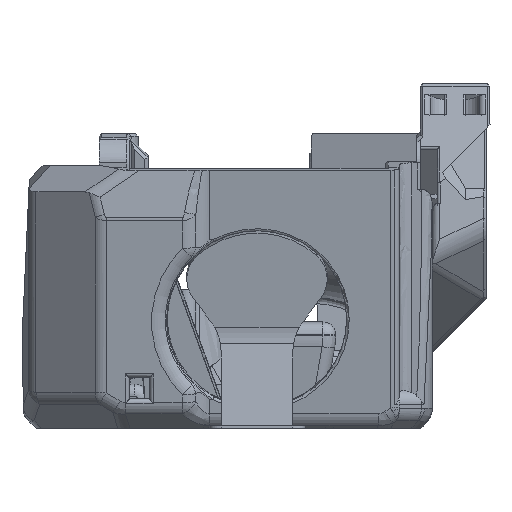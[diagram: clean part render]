
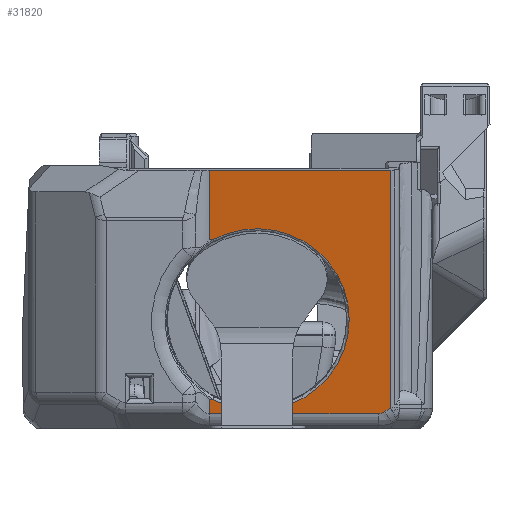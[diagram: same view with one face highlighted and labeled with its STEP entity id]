
A CAD part, left-side view. The second image highlights one B-rep face of the part: STEP entity #31820.
In plain terms, the highlighted planar face has unit normal (-0.985, 0, -0.174).
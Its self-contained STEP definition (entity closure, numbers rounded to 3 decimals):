
#701=B_SPLINE_CURVE_WITH_KNOTS('',3,(#49641,#49642,#49643,#49644),
 .UNSPECIFIED.,.F.,.F.,(4,4),(0.,0.382),.UNSPECIFIED.);
#710=B_SPLINE_CURVE_WITH_KNOTS('',3,(#49904,#49905,#49906,#49907),
 .UNSPECIFIED.,.F.,.F.,(4,4),(0.618,1.),.UNSPECIFIED.);
#1384=CIRCLE('',#33794,14.4);
#2578=ELLIPSE('',#34260,3.203,2.);
#5561=ORIENTED_EDGE('',*,*,#14186,.F.);
#5562=ORIENTED_EDGE('',*,*,#13429,.T.);
#5563=ORIENTED_EDGE('',*,*,#14303,.T.);
#5564=ORIENTED_EDGE('',*,*,#14304,.F.);
#5565=ORIENTED_EDGE('',*,*,#14305,.T.);
#5566=ORIENTED_EDGE('',*,*,#14306,.T.);
#5567=ORIENTED_EDGE('',*,*,#14307,.F.);
#5568=ORIENTED_EDGE('',*,*,#14308,.T.);
#5569=ORIENTED_EDGE('',*,*,#13991,.F.);
#5570=ORIENTED_EDGE('',*,*,#14001,.F.);
#13429=EDGE_CURVE('',#18121,#18120,#1384,.T.);
#13991=EDGE_CURVE('',#18492,#18493,#21415,.T.);
#14001=EDGE_CURVE('',#18499,#18492,#21419,.T.);
#14186=EDGE_CURVE('',#18121,#18499,#701,.F.);
#14303=EDGE_CURVE('',#18120,#18733,#710,.T.);
#14304=EDGE_CURVE('',#18734,#18733,#21612,.T.);
#14305=EDGE_CURVE('',#18734,#18735,#21613,.T.);
#14306=EDGE_CURVE('',#18735,#18736,#2578,.T.);
#14307=EDGE_CURVE('',#18737,#18736,#21614,.T.);
#14308=EDGE_CURVE('',#18737,#18493,#21615,.T.);
#18120=VERTEX_POINT('',#46723);
#18121=VERTEX_POINT('',#46725);
#18492=VERTEX_POINT('',#49133);
#18493=VERTEX_POINT('',#49135);
#18499=VERTEX_POINT('',#49165);
#18733=VERTEX_POINT('',#49908);
#18734=VERTEX_POINT('',#49910);
#18735=VERTEX_POINT('',#49912);
#18736=VERTEX_POINT('',#49914);
#18737=VERTEX_POINT('',#49916);
#21415=LINE('',#49134,#24282);
#21419=LINE('',#49166,#24286);
#21612=LINE('',#49909,#24479);
#21613=LINE('',#49911,#24480);
#21614=LINE('',#49915,#24481);
#21615=LINE('',#49917,#24482);
#24282=VECTOR('',#38474,1000.);
#24286=VECTOR('',#38490,1000.);
#24479=VECTOR('',#38955,1000.);
#24480=VECTOR('',#38956,1000.);
#24481=VECTOR('',#38959,1000.);
#24482=VECTOR('',#38960,1000.);
#26865=EDGE_LOOP('',(#5561,#5562,#5563,#5564,#5565,#5566,#5567,#5568,#5569,
#5570));
#28853=FACE_BOUND('',#26865,.T.);
#30596=PLANE('',#34259);
#31820=ADVANCED_FACE('',(#28853),#30596,.F.);
#33794=AXIS2_PLACEMENT_3D('',#46724,#37584,#37585);
#34259=AXIS2_PLACEMENT_3D('',#49903,#38953,#38954);
#34260=AXIS2_PLACEMENT_3D('',#49913,#38957,#38958);
#37584=DIRECTION('',(0.985,0.,0.174));
#37585=DIRECTION('',(0.174,0.,-0.985));
#38474=DIRECTION('',(0.,-1.,0.));
#38490=DIRECTION('',(-0.174,0.,0.985));
#38953=DIRECTION('',(0.985,0.,0.174));
#38954=DIRECTION('',(-0.174,0.,0.985));
#38955=DIRECTION('',(-0.174,0.,0.985));
#38956=DIRECTION('',(0.,-1.,0.));
#38957=DIRECTION('',(-0.985,0.,-0.174));
#38958=DIRECTION('',(-0.165,-0.304,0.938));
#38959=DIRECTION('',(0.097,0.829,-0.551));
#38960=DIRECTION('',(-0.174,0.,0.985));
#46723=CARTESIAN_POINT('',(-28.264,11.767,4.533));
#46724=CARTESIAN_POINT('',(-30.458,4.853,16.973));
#46725=CARTESIAN_POINT('',(-32.651,11.767,29.413));
#49133=CARTESIAN_POINT('',(-34.572,12.27,40.304));
#49134=CARTESIAN_POINT('',(-34.572,24.853,40.304));
#49135=CARTESIAN_POINT('',(-34.572,-16.002,40.304));
#49165=CARTESIAN_POINT('',(-32.66,12.27,29.463));
#49166=CARTESIAN_POINT('',(-31.185,12.27,21.099));
#49641=CARTESIAN_POINT('',(-32.66,12.27,29.463));
#49642=CARTESIAN_POINT('',(-32.657,12.102,29.442));
#49643=CARTESIAN_POINT('',(-32.654,11.935,29.425));
#49644=CARTESIAN_POINT('',(-32.651,11.767,29.413));
#49903=CARTESIAN_POINT('',(-31.185,24.853,21.099));
#49904=CARTESIAN_POINT('',(-28.264,11.767,4.533));
#49905=CARTESIAN_POINT('',(-28.262,11.935,4.52));
#49906=CARTESIAN_POINT('',(-28.259,12.102,4.503));
#49907=CARTESIAN_POINT('',(-28.255,12.27,4.482));
#49908=CARTESIAN_POINT('',(-28.255,12.27,4.482));
#49909=CARTESIAN_POINT('',(-31.185,12.27,21.099));
#49910=CARTESIAN_POINT('',(-27.864,12.27,2.262));
#49911=CARTESIAN_POINT('',(-27.864,-14.655,2.262));
#49912=CARTESIAN_POINT('',(-27.864,-14.07,2.262));
#49913=CARTESIAN_POINT('',(-28.404,-14.652,5.326));
#49914=CARTESIAN_POINT('',(-27.923,-15.07,2.597));
#49915=CARTESIAN_POINT('',(-27.821,-14.199,2.018));
#49916=CARTESIAN_POINT('',(-28.032,-16.002,3.216));
#49917=CARTESIAN_POINT('',(-7.663,-16.002,-112.301));
